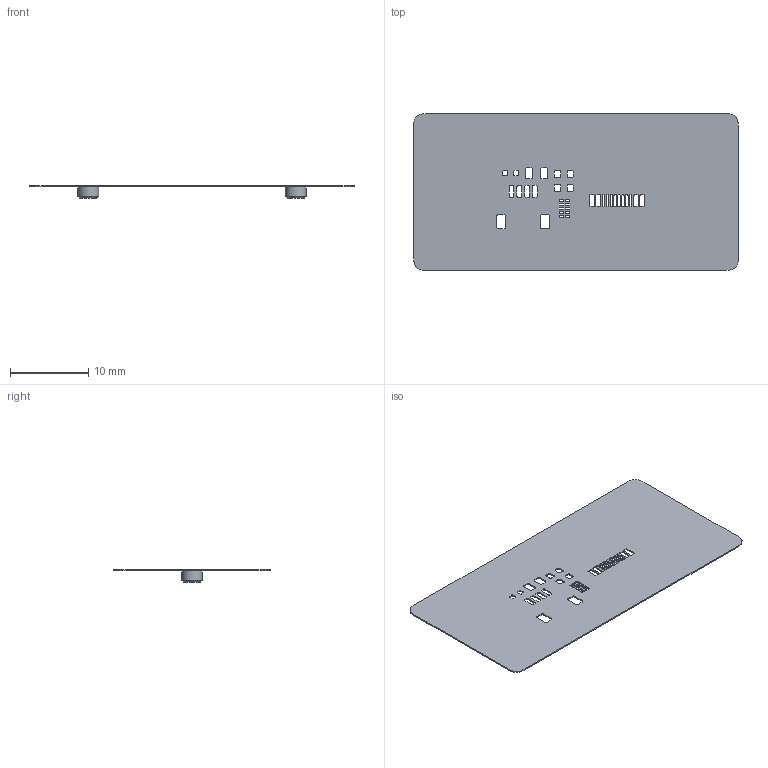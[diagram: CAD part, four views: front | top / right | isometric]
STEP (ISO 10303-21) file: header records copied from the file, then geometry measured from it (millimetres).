
FILE_DESCRIPTION(/* description */ (''),/* implementation_level */ '2;1');
FILE_NAME(/* name */ 'muon-a2-stencil.step',/* time_stamp */ '2026-01-23T15:44:40+09:00',/* author */ (''),/* organization */ (''),/* preprocessor_version */ 'ST-DEVELOPER v20.1',/* originating_system */ 'Autodesk Translation Framework v14.21.0.0',/* authorisation */ '');
FILE_SCHEMA (('AUTOMOTIVE_DESIGN { 1 0 10303 214 3 1 1 }'));
Length unit declared in the file: millimetre
Products named in the file (1): muon-a2-stencil
Bounding box: 41.5 x 20 x 1.6 mm (x, y, z)
Volume: 144.4 mm3; surface area: 1670.5 mm2
Topology: 1 solids, 1 shells, 736 faces, 2194 edges, 1462 vertices
Faces by surface type: plane 728, bspline 4, cone 2, cylinder 2
Full cylindrical faces by diameter (mm): 2.65 x2
Entity records: 24541 total; most frequent: CARTESIAN_POINT 4597, ORIENTED_EDGE 4388, DIRECTION 3658, EDGE_CURVE 2194, LINE 2180, VECTOR 2180, VERTEX_POINT 1462, EDGE_LOOP 810
